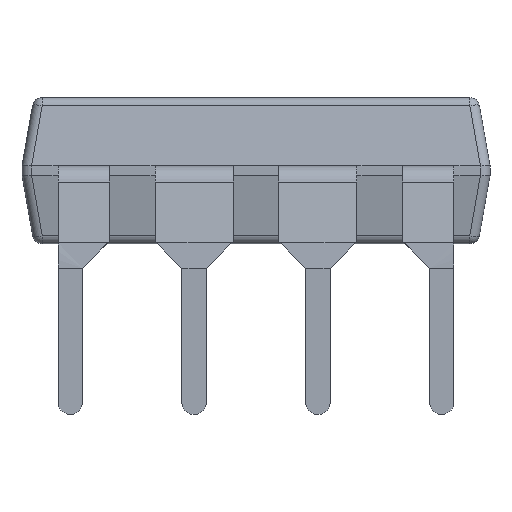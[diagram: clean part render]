
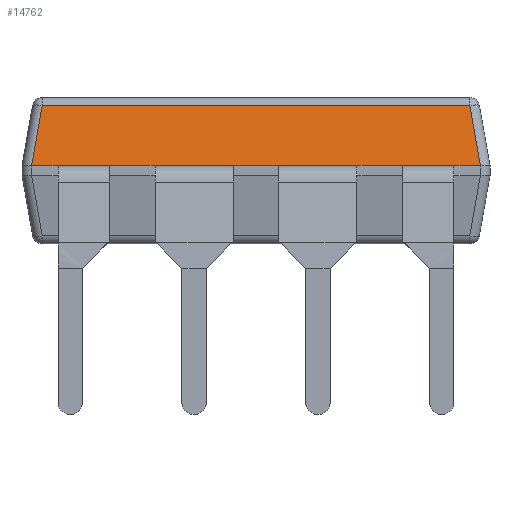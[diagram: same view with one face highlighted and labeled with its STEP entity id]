
A CAD part, front view. The second image highlights one B-rep face of the part: STEP entity #14762.
In plain terms, the highlighted planar face has unit normal (0, -0.985, 0.174).
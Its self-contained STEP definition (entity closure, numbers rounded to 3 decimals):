
#15 = VERTEX_POINT ( 'NONE', #4847 ) ;
#124 = CARTESIAN_POINT ( 'NONE',  ( 4.385, -2.982, 3.335 ) ) ;
#369 = ORIENTED_EDGE ( 'NONE', *, *, #4607, .F. ) ;
#397 = ORIENTED_EDGE ( 'NONE', *, *, #14364, .F. ) ;
#466 = LINE ( 'NONE', #19052, #9494 ) ;
#643 = VECTOR ( 'NONE', #6526, 1000. ) ;
#908 = ORIENTED_EDGE ( 'NONE', *, *, #7343, .T. ) ;
#949 = EDGE_CURVE ( 'NONE', #1991, #11666, #8679, .T. ) ;
#1035 = CARTESIAN_POINT ( 'NONE',  ( -4.385, -2.982, 3.335 ) ) ;
#1401 = CARTESIAN_POINT ( 'NONE',  ( 2.07, -3.2, 2.1 ) ) ;
#1650 = CARTESIAN_POINT ( 'NONE',  ( 0.47, -3.2, 2.1 ) ) ;
#1687 = VERTEX_POINT ( 'NONE', #9099 ) ;
#1792 = VECTOR ( 'NONE', #11522, 1000. ) ;
#1991 = VERTEX_POINT ( 'NONE', #1650 ) ;
#2031 = CARTESIAN_POINT ( 'NONE',  ( -4.602, -3.2, 2.1 ) ) ;
#2238 = CARTESIAN_POINT ( 'NONE',  ( -4.6, -3.2, 2.1 ) ) ;
#2402 = CARTESIAN_POINT ( 'NONE',  ( -3.01, -3.2, 2.1 ) ) ;
#2466 = VERTEX_POINT ( 'NONE', #124 ) ;
#2642 = FACE_OUTER_BOUND ( 'NONE', #6333, .T. ) ;
#2920 = EDGE_CURVE ( 'NONE', #8929, #1991, #13787, .T. ) ;
#2940 = PLANE ( 'NONE',  #15347 ) ;
#3006 = VERTEX_POINT ( 'NONE', #14500 ) ;
#3138 = VECTOR ( 'NONE', #3515, 1000. ) ;
#3462 = ORIENTED_EDGE ( 'NONE', *, *, #19717, .T. ) ;
#3515 = DIRECTION ( 'NONE',  ( -1., 0., 0. ) ) ;
#3528 = DIRECTION ( 'NONE',  ( -0.171, -0.171, -0.97 ) ) ;
#3569 = LINE ( 'NONE', #15882, #643 ) ;
#3620 = ORIENTED_EDGE ( 'NONE', *, *, #9689, .T. ) ;
#3718 = ORIENTED_EDGE ( 'NONE', *, *, #18617, .F. ) ;
#4101 = CARTESIAN_POINT ( 'NONE',  ( -4.8, -3.2, 2.1 ) ) ;
#4161 = DIRECTION ( 'NONE',  ( -1., 0., 0. ) ) ;
#4171 =( BOUNDED_CURVE ( )  B_SPLINE_CURVE ( 3, ( #9381, #2031, #16260, #2238 ),
 .UNSPECIFIED., .F., .T. ) 
 B_SPLINE_CURVE_WITH_KNOTS ( ( 4, 4 ),
 ( 6.268, 6.283 ),
 .UNSPECIFIED. ) 
 CURVE ( )  GEOMETRIC_REPRESENTATION_ITEM ( )  RATIONAL_B_SPLINE_CURVE ( ( 1., 1., 1., 1. ) ) 
 REPRESENTATION_ITEM ( '' )  );
#4291 = ORIENTED_EDGE ( 'NONE', *, *, #13171, .T. ) ;
#4607 = EDGE_CURVE ( 'NONE', #15, #5855, #13661, .T. ) ;
#4622 = CARTESIAN_POINT ( 'NONE',  ( 4.601, -3.2, 2.1 ) ) ;
#4653 = CARTESIAN_POINT ( 'NONE',  ( -4.6, -3.2, 2.1 ) ) ;
#4769 = ORIENTED_EDGE ( 'NONE', *, *, #949, .F. ) ;
#4847 = CARTESIAN_POINT ( 'NONE',  ( -4.06, -3.2, 2.1 ) ) ;
#5037 = CARTESIAN_POINT ( 'NONE',  ( -4.8, -3.2, 2.1 ) ) ;
#5145 = LINE ( 'NONE', #5037, #3138 ) ;
#5257 = CARTESIAN_POINT ( 'NONE',  ( 3.01, -3.2, 2.1 ) ) ;
#5337 = VECTOR ( 'NONE', #14639, 1000. ) ;
#5368 = VECTOR ( 'NONE', #4161, 1000. ) ;
#5855 = VERTEX_POINT ( 'NONE', #4653 ) ;
#6092 = LINE ( 'NONE', #13649, #9486 ) ;
#6156 = VECTOR ( 'NONE', #16325, 1000. ) ;
#6295 = LINE ( 'NONE', #15466, #13361 ) ;
#6333 = EDGE_LOOP ( 'NONE', ( #13606, #4291, #3462, #3620, #908, #15677, #369, #397, #18042, #3718, #4769, #6342, #11442, #10887 ) ) ;
#6342 = ORIENTED_EDGE ( 'NONE', *, *, #2920, .F. ) ;
#6446 = VECTOR ( 'NONE', #3528, 1000. ) ;
#6526 = DIRECTION ( 'NONE',  ( -1., 0., 0. ) ) ;
#6562 = CARTESIAN_POINT ( 'NONE',  ( 4.06, -3.2, 2.1 ) ) ;
#6826 = VERTEX_POINT ( 'NONE', #16878 ) ;
#7343 = EDGE_CURVE ( 'NONE', #18112, #3006, #17373, .T. ) ;
#7556 = DIRECTION ( 'NONE',  ( -1., 0., 0. ) ) ;
#7570 = CARTESIAN_POINT ( 'NONE',  ( 4.603, -3.2, 2.1 ) ) ;
#8067 = DIRECTION ( 'NONE',  ( -1., 0., 0. ) ) ;
#8497 = LINE ( 'NONE', #14749, #1792 ) ;
#8679 = LINE ( 'NONE', #14746, #5337 ) ;
#8929 = VERTEX_POINT ( 'NONE', #10064 ) ;
#9088 = DIRECTION ( 'NONE',  ( 0., -0.985, 0.174 ) ) ;
#9099 = CARTESIAN_POINT ( 'NONE',  ( 4.6, -3.2, 2.1 ) ) ;
#9335 = EDGE_CURVE ( 'NONE', #1687, #13353, #15087, .T. ) ;
#9381 = CARTESIAN_POINT ( 'NONE',  ( -4.603, -3.2, 2.1 ) ) ;
#9486 = VECTOR ( 'NONE', #15566, 1000. ) ;
#9494 = VECTOR ( 'NONE', #8067, 1000. ) ;
#9689 = EDGE_CURVE ( 'NONE', #2466, #18112, #6092, .T. ) ;
#10008 = VECTOR ( 'NONE', #13556, 1000. ) ;
#10064 = CARTESIAN_POINT ( 'NONE',  ( 2.07, -3.2, 2.1 ) ) ;
#10502 = EDGE_CURVE ( 'NONE', #13353, #11804, #13326, .T. ) ;
#10814 = CARTESIAN_POINT ( 'NONE',  ( -0.47, -3.2, 2.1 ) ) ;
#10887 = ORIENTED_EDGE ( 'NONE', *, *, #10502, .F. ) ;
#11442 = ORIENTED_EDGE ( 'NONE', *, *, #16175, .F. ) ;
#11506 = CARTESIAN_POINT ( 'NONE',  ( -4.229, -2.826, 4.223 ) ) ;
#11522 = DIRECTION ( 'NONE',  ( -0.171, 0.171, 0.97 ) ) ;
#11666 = VERTEX_POINT ( 'NONE', #10814 ) ;
#11710 = EDGE_CURVE ( 'NONE', #3006, #5855, #4171, .T. ) ;
#11804 = VERTEX_POINT ( 'NONE', #5257 ) ;
#13171 = EDGE_CURVE ( 'NONE', #1687, #6826, #16427, .T. ) ;
#13326 = LINE ( 'NONE', #19506, #5368 ) ;
#13353 = VERTEX_POINT ( 'NONE', #6562 ) ;
#13361 = VECTOR ( 'NONE', #17094, 1000. ) ;
#13556 = DIRECTION ( 'NONE',  ( -1., 0., 0. ) ) ;
#13606 = ORIENTED_EDGE ( 'NONE', *, *, #9335, .F. ) ;
#13643 = CARTESIAN_POINT ( 'NONE',  ( -2.07, -3.2, 2.1 ) ) ;
#13649 = CARTESIAN_POINT ( 'NONE',  ( 0., -2.982, 3.335 ) ) ;
#13661 = LINE ( 'NONE', #19929, #10008 ) ;
#13787 = LINE ( 'NONE', #1401, #14931 ) ;
#14364 = EDGE_CURVE ( 'NONE', #16246, #15, #466, .T. ) ;
#14500 = CARTESIAN_POINT ( 'NONE',  ( -4.603, -3.2, 2.1 ) ) ;
#14639 = DIRECTION ( 'NONE',  ( -1., 0., 0. ) ) ;
#14746 = CARTESIAN_POINT ( 'NONE',  ( -4.8, -3.2, 2.1 ) ) ;
#14749 = CARTESIAN_POINT ( 'NONE',  ( 4.229, -2.826, 4.223 ) ) ;
#14762 = ADVANCED_FACE ( 'NONE', ( #2642 ), #2940, .T. ) ;
#14931 = VECTOR ( 'NONE', #7556, 1000. ) ;
#14955 = CARTESIAN_POINT ( 'NONE',  ( 0., -2.953, 3.5 ) ) ;
#15087 = LINE ( 'NONE', #4101, #6156 ) ;
#15120 = CARTESIAN_POINT ( 'NONE',  ( 4.602, -3.2, 2.1 ) ) ;
#15246 = DIRECTION ( 'NONE',  ( -1., 0., 0. ) ) ;
#15347 = AXIS2_PLACEMENT_3D ( 'NONE', #14955, #9088, #15246 ) ;
#15466 = CARTESIAN_POINT ( 'NONE',  ( -0.47, -3.2, 2.1 ) ) ;
#15566 = DIRECTION ( 'NONE',  ( -1., 0., 0. ) ) ;
#15677 = ORIENTED_EDGE ( 'NONE', *, *, #11710, .T. ) ;
#15882 = CARTESIAN_POINT ( 'NONE',  ( -4.8, -3.2, 2.1 ) ) ;
#16175 = EDGE_CURVE ( 'NONE', #11804, #8929, #5145, .T. ) ;
#16246 = VERTEX_POINT ( 'NONE', #2402 ) ;
#16260 = CARTESIAN_POINT ( 'NONE',  ( -4.601, -3.2, 2.1 ) ) ;
#16325 = DIRECTION ( 'NONE',  ( -1., 0., 0. ) ) ;
#16427 =( BOUNDED_CURVE ( )  B_SPLINE_CURVE ( 3, ( #18456, #4622, #15120, #7570 ),
 .UNSPECIFIED., .F., .F. ) 
 B_SPLINE_CURVE_WITH_KNOTS ( ( 4, 4 ),
 ( 0., 0.015 ),
 .UNSPECIFIED. ) 
 CURVE ( )  GEOMETRIC_REPRESENTATION_ITEM ( )  RATIONAL_B_SPLINE_CURVE ( ( 1., 1., 1., 1. ) ) 
 REPRESENTATION_ITEM ( '' )  );
#16878 = CARTESIAN_POINT ( 'NONE',  ( 4.603, -3.2, 2.1 ) ) ;
#17094 = DIRECTION ( 'NONE',  ( -1., 0., 0. ) ) ;
#17373 = LINE ( 'NONE', #11506, #6446 ) ;
#17471 = EDGE_CURVE ( 'NONE', #18587, #16246, #3569, .T. ) ;
#18042 = ORIENTED_EDGE ( 'NONE', *, *, #17471, .F. ) ;
#18112 = VERTEX_POINT ( 'NONE', #1035 ) ;
#18456 = CARTESIAN_POINT ( 'NONE',  ( 4.6, -3.2, 2.1 ) ) ;
#18587 = VERTEX_POINT ( 'NONE', #13643 ) ;
#18617 = EDGE_CURVE ( 'NONE', #11666, #18587, #6295, .T. ) ;
#19052 = CARTESIAN_POINT ( 'NONE',  ( -3.01, -3.2, 2.1 ) ) ;
#19506 = CARTESIAN_POINT ( 'NONE',  ( -4.8, -3.2, 2.1 ) ) ;
#19717 = EDGE_CURVE ( 'NONE', #6826, #2466, #8497, .T. ) ;
#19929 = CARTESIAN_POINT ( 'NONE',  ( -4.06, -3.2, 2.1 ) ) ;
